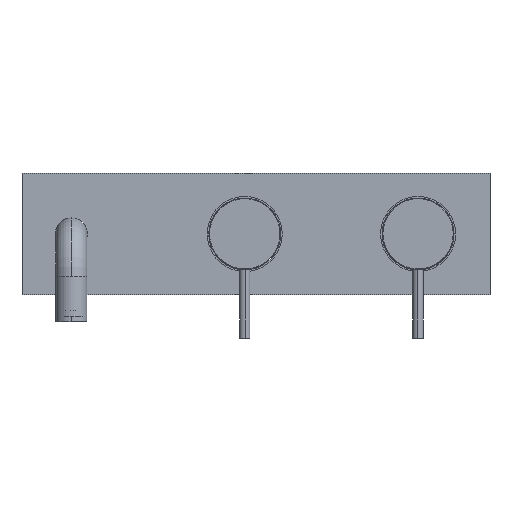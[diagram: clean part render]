
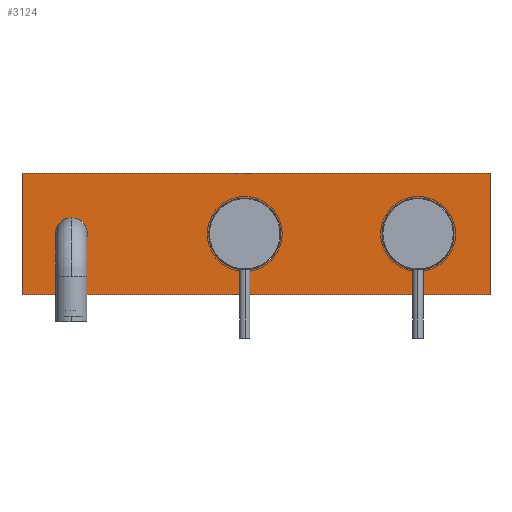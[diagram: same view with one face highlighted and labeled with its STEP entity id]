
A CAD part, top view. The second image highlights one B-rep face of the part: STEP entity #3124.
In plain terms, the highlighted face is planar.
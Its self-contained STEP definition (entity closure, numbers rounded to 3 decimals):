
#8 = VERTEX_POINT ( 'NONE', #1588 ) ;
#77 = CARTESIAN_POINT ( 'NONE',  ( -6.5, -1.5, 0. ) ) ;
#121 = AXIS2_PLACEMENT_3D ( 'NONE', #1236, #2665, #7804 ) ;
#162 = VERTEX_POINT ( 'NONE', #5584 ) ;
#167 = CARTESIAN_POINT ( 'NONE',  ( -106.5, -1.5, -9.25 ) ) ;
#187 = EDGE_CURVE ( 'NONE', #162, #4980, #2557, .T. ) ;
#199 = EDGE_CURVE ( 'NONE', #4518, #4101, #7697, .T. ) ;
#226 = DIRECTION ( 'NONE',  ( 0., 0., 1. ) ) ;
#284 = EDGE_LOOP ( 'NONE', ( #6020, #3394 ) ) ;
#376 = DIRECTION ( 'NONE',  ( 1., 0., 0. ) ) ;
#565 = EDGE_CURVE ( 'NONE', #2337, #4518, #1956, .T. ) ;
#745 = CARTESIAN_POINT ( 'NONE',  ( 93.5, -1.5, 0. ) ) ;
#1057 = VECTOR ( 'NONE', #4817, 1000. ) ;
#1094 = EDGE_CURVE ( 'NONE', #4101, #1587, #3756, .T. ) ;
#1191 = FACE_BOUND ( 'NONE', #284, .T. ) ;
#1236 = CARTESIAN_POINT ( 'NONE',  ( -6.5, -1.5, 0. ) ) ;
#1278 = DIRECTION ( 'NONE',  ( 0., 0., 1. ) ) ;
#1361 = CARTESIAN_POINT ( 'NONE',  ( -135., -1.5, 35. ) ) ;
#1493 = CARTESIAN_POINT ( 'NONE',  ( 135., -1.5, -35. ) ) ;
#1587 = VERTEX_POINT ( 'NONE', #1622 ) ;
#1588 = CARTESIAN_POINT ( 'NONE',  ( 93.5, -1.5, 20.75 ) ) ;
#1622 = CARTESIAN_POINT ( 'NONE',  ( 135., -1.5, -35. ) ) ;
#1729 = DIRECTION ( 'NONE',  ( 0., 0., -1. ) ) ;
#1743 = FACE_BOUND ( 'NONE', #7519, .T. ) ;
#1956 = LINE ( 'NONE', #1361, #8229 ) ;
#2014 = ORIENTED_EDGE ( 'NONE', *, *, #187, .T. ) ;
#2337 = VERTEX_POINT ( 'NONE', #5975 ) ;
#2502 = DIRECTION ( 'NONE',  ( 0., 1., 0. ) ) ;
#2557 = CIRCLE ( 'NONE', #7841, 20.75 ) ;
#2576 = CIRCLE ( 'NONE', #8394, 20.75 ) ;
#2655 = ORIENTED_EDGE ( 'NONE', *, *, #1094, .F. ) ;
#2665 = DIRECTION ( 'NONE',  ( 0., 1., 0. ) ) ;
#2695 = VERTEX_POINT ( 'NONE', #167 ) ;
#2702 = ORIENTED_EDGE ( 'NONE', *, *, #3310, .T. ) ;
#2763 = CARTESIAN_POINT ( 'NONE',  ( -106.5, -1.5, 0. ) ) ;
#2842 = AXIS2_PLACEMENT_3D ( 'NONE', #3768, #2502, #376 ) ;
#2983 = VERTEX_POINT ( 'NONE', #3435 ) ;
#3115 = EDGE_LOOP ( 'NONE', ( #5619, #7882, #2655, #4534 ) ) ;
#3124 = ADVANCED_FACE ( 'NONE', ( #5064, #1191, #1743, #8315 ), #3726, .F. ) ;
#3310 = EDGE_CURVE ( 'NONE', #4980, #162, #5934, .T. ) ;
#3394 = ORIENTED_EDGE ( 'NONE', *, *, #5726, .T. ) ;
#3435 = CARTESIAN_POINT ( 'NONE',  ( 93.5, -1.5, -20.75 ) ) ;
#3467 = DIRECTION ( 'NONE',  ( 0., 0., 1. ) ) ;
#3726 = PLANE ( 'NONE',  #2842 ) ;
#3756 = LINE ( 'NONE', #7538, #5629 ) ;
#3768 = CARTESIAN_POINT ( 'NONE',  ( 0., -1.5, 0. ) ) ;
#3829 = DIRECTION ( 'NONE',  ( 0., 0., 1. ) ) ;
#4008 = CARTESIAN_POINT ( 'NONE',  ( -106.5, -1.5, 0. ) ) ;
#4028 = CIRCLE ( 'NONE', #7274, 9.25 ) ;
#4101 = VERTEX_POINT ( 'NONE', #4134 ) ;
#4134 = CARTESIAN_POINT ( 'NONE',  ( 135., -1.5, 35. ) ) ;
#4192 = CIRCLE ( 'NONE', #6614, 9.25 ) ;
#4196 = AXIS2_PLACEMENT_3D ( 'NONE', #745, #6526, #7061 ) ;
#4247 = CARTESIAN_POINT ( 'NONE',  ( -135., -1.5, 35. ) ) ;
#4342 = CIRCLE ( 'NONE', #4196, 20.75 ) ;
#4391 = ORIENTED_EDGE ( 'NONE', *, *, #7260, .T. ) ;
#4518 = VERTEX_POINT ( 'NONE', #4247 ) ;
#4534 = ORIENTED_EDGE ( 'NONE', *, *, #199, .F. ) ;
#4617 = DIRECTION ( 'NONE',  ( 0., 1., 0. ) ) ;
#4690 = DIRECTION ( 'NONE',  ( 0., 0., 1. ) ) ;
#4776 = LINE ( 'NONE', #1493, #1057 ) ;
#4817 = DIRECTION ( 'NONE',  ( -1., 0., 0. ) ) ;
#4836 = VECTOR ( 'NONE', #6387, 1000. ) ;
#4980 = VERTEX_POINT ( 'NONE', #6034 ) ;
#5064 = FACE_BOUND ( 'NONE', #6644, .T. ) ;
#5221 = EDGE_CURVE ( 'NONE', #5275, #2695, #4028, .T. ) ;
#5275 = VERTEX_POINT ( 'NONE', #5386 ) ;
#5307 = CARTESIAN_POINT ( 'NONE',  ( 93.5, -1.5, 0. ) ) ;
#5386 = CARTESIAN_POINT ( 'NONE',  ( -106.5, -1.5, 9.25 ) ) ;
#5584 = CARTESIAN_POINT ( 'NONE',  ( -6.5, -1.5, 20.75 ) ) ;
#5619 = ORIENTED_EDGE ( 'NONE', *, *, #565, .F. ) ;
#5629 = VECTOR ( 'NONE', #1729, 1000. ) ;
#5639 = EDGE_CURVE ( 'NONE', #1587, #2337, #4776, .T. ) ;
#5726 = EDGE_CURVE ( 'NONE', #2695, #5275, #4192, .T. ) ;
#5934 = CIRCLE ( 'NONE', #121, 20.75 ) ;
#5975 = CARTESIAN_POINT ( 'NONE',  ( -135., -1.5, -35. ) ) ;
#6020 = ORIENTED_EDGE ( 'NONE', *, *, #5221, .T. ) ;
#6034 = CARTESIAN_POINT ( 'NONE',  ( -6.5, -1.5, -20.75 ) ) ;
#6387 = DIRECTION ( 'NONE',  ( 1., 0., 0. ) ) ;
#6471 = CARTESIAN_POINT ( 'NONE',  ( 135., -1.5, 35. ) ) ;
#6526 = DIRECTION ( 'NONE',  ( 0., 1., 0. ) ) ;
#6614 = AXIS2_PLACEMENT_3D ( 'NONE', #2763, #7937, #4690 ) ;
#6621 = DIRECTION ( 'NONE',  ( 0., 1., 0. ) ) ;
#6644 = EDGE_LOOP ( 'NONE', ( #2014, #2702 ) ) ;
#6669 = DIRECTION ( 'NONE',  ( 0., 1., 0. ) ) ;
#7061 = DIRECTION ( 'NONE',  ( 0., 0., 1. ) ) ;
#7260 = EDGE_CURVE ( 'NONE', #2983, #8, #2576, .T. ) ;
#7274 = AXIS2_PLACEMENT_3D ( 'NONE', #4008, #6621, #226 ) ;
#7519 = EDGE_LOOP ( 'NONE', ( #8152, #4391 ) ) ;
#7538 = CARTESIAN_POINT ( 'NONE',  ( 135., -1.5, 35. ) ) ;
#7697 = LINE ( 'NONE', #6471, #4836 ) ;
#7804 = DIRECTION ( 'NONE',  ( 0., 0., 1. ) ) ;
#7841 = AXIS2_PLACEMENT_3D ( 'NONE', #77, #4617, #3829 ) ;
#7882 = ORIENTED_EDGE ( 'NONE', *, *, #5639, .F. ) ;
#7937 = DIRECTION ( 'NONE',  ( 0., 1., 0. ) ) ;
#8052 = EDGE_CURVE ( 'NONE', #8, #2983, #4342, .T. ) ;
#8152 = ORIENTED_EDGE ( 'NONE', *, *, #8052, .T. ) ;
#8229 = VECTOR ( 'NONE', #1278, 1000. ) ;
#8315 = FACE_OUTER_BOUND ( 'NONE', #3115, .T. ) ;
#8394 = AXIS2_PLACEMENT_3D ( 'NONE', #5307, #6669, #3467 ) ;
